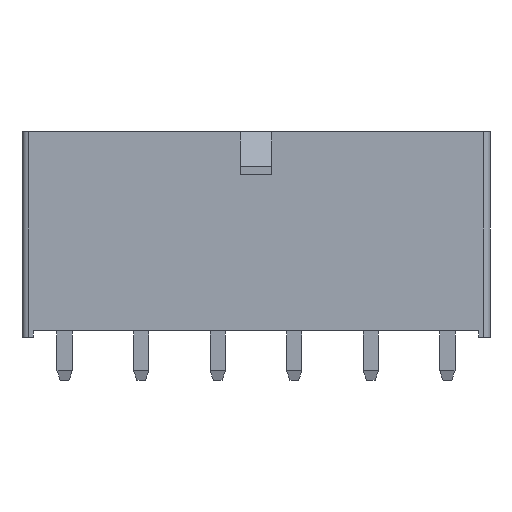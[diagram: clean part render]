
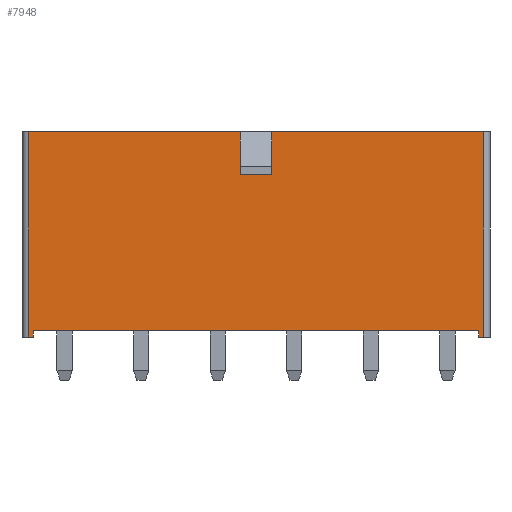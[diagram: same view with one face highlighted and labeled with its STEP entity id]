
A CAD part, front view. The second image highlights one B-rep face of the part: STEP entity #7948.
In plain terms, the highlighted face is planar.
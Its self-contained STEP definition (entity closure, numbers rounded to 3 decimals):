
#158=ORIENTED_EDGE('',*,*,#1741,.F.);
#159=ORIENTED_EDGE('',*,*,#1739,.T.);
#160=ORIENTED_EDGE('',*,*,#1742,.T.);
#161=ORIENTED_EDGE('',*,*,#1743,.T.);
#162=ORIENTED_EDGE('',*,*,#1744,.F.);
#163=ORIENTED_EDGE('',*,*,#1745,.F.);
#164=ORIENTED_EDGE('',*,*,#1746,.F.);
#165=ORIENTED_EDGE('',*,*,#1747,.T.);
#166=ORIENTED_EDGE('',*,*,#1748,.F.);
#167=ORIENTED_EDGE('',*,*,#1749,.F.);
#168=ORIENTED_EDGE('',*,*,#1750,.T.);
#169=ORIENTED_EDGE('',*,*,#1751,.F.);
#1739=EDGE_CURVE('',#2530,#2529,#3020,.T.);
#1741=EDGE_CURVE('',#2530,#2531,#3022,.T.);
#1742=EDGE_CURVE('',#2529,#2532,#3023,.T.);
#1743=EDGE_CURVE('',#2532,#2533,#3024,.T.);
#1744=EDGE_CURVE('',#2534,#2533,#3025,.T.);
#1745=EDGE_CURVE('',#2535,#2534,#3026,.T.);
#1746=EDGE_CURVE('',#2536,#2535,#3027,.T.);
#1747=EDGE_CURVE('',#2536,#2537,#3028,.T.);
#1748=EDGE_CURVE('',#2538,#2537,#3029,.T.);
#1749=EDGE_CURVE('',#2539,#2538,#3030,.T.);
#1750=EDGE_CURVE('',#2539,#2540,#3031,.T.);
#1751=EDGE_CURVE('',#2531,#2540,#3032,.T.);
#2529=VERTEX_POINT('',#10301);
#2530=VERTEX_POINT('',#10303);
#2531=VERTEX_POINT('',#10307);
#2532=VERTEX_POINT('',#10309);
#2533=VERTEX_POINT('',#10311);
#2534=VERTEX_POINT('',#10313);
#2535=VERTEX_POINT('',#10315);
#2536=VERTEX_POINT('',#10317);
#2537=VERTEX_POINT('',#10319);
#2538=VERTEX_POINT('',#10321);
#2539=VERTEX_POINT('',#10323);
#2540=VERTEX_POINT('',#10325);
#3020=LINE('',#10302,#3763);
#3022=LINE('',#10306,#3765);
#3023=LINE('',#10308,#3766);
#3024=LINE('',#10310,#3767);
#3025=LINE('',#10312,#3768);
#3026=LINE('',#10314,#3769);
#3027=LINE('',#10316,#3770);
#3028=LINE('',#10318,#3771);
#3029=LINE('',#10320,#3772);
#3030=LINE('',#10322,#3773);
#3031=LINE('',#10324,#3774);
#3032=LINE('',#10326,#3775);
#3763=VECTOR('',#8748,1000.);
#3765=VECTOR('',#8752,1000.);
#3766=VECTOR('',#8753,1000.);
#3767=VECTOR('',#8754,1000.);
#3768=VECTOR('',#8755,1000.);
#3769=VECTOR('',#8756,1000.);
#3770=VECTOR('',#8757,1000.);
#3771=VECTOR('',#8758,1000.);
#3772=VECTOR('',#8759,1000.);
#3773=VECTOR('',#8760,1000.);
#3774=VECTOR('',#8761,1000.);
#3775=VECTOR('',#8762,1000.);
#4488=EDGE_LOOP('',(#158,#159,#160,#161,#162,#163,#164,#165,#166,#167,#168,
#169));
#4859=FACE_BOUND('',#4488,.T.);
#5228=PLANE('',#8302);
#7948=ADVANCED_FACE('',(#4859),#5228,.F.);
#8302=AXIS2_PLACEMENT_3D('',#10305,#8750,#8751);
#8748=DIRECTION('',(0.,1.,0.));
#8750=DIRECTION('',(0.,0.,-1.));
#8751=DIRECTION('',(-1.,0.,0.));
#8752=DIRECTION('',(1.,0.,0.));
#8753=DIRECTION('',(-1.,0.,0.));
#8754=DIRECTION('',(0.,-1.,0.));
#8755=DIRECTION('',(-1.,0.,0.));
#8756=DIRECTION('',(0.,-1.,0.));
#8757=DIRECTION('',(-1.,0.,0.));
#8758=DIRECTION('',(0.,-1.,0.));
#8759=DIRECTION('',(-1.,0.,0.));
#8760=DIRECTION('',(0.,-1.,0.));
#8761=DIRECTION('',(-1.,0.,0.));
#8762=DIRECTION('',(0.,1.,0.));
#10301=CARTESIAN_POINT('',(-16.575,7.65,3.4));
#10302=CARTESIAN_POINT('',(-16.575,7.15,3.4));
#10303=CARTESIAN_POINT('',(-16.575,7.15,3.4));
#10305=CARTESIAN_POINT('',(17.425,7.65,3.4));
#10306=CARTESIAN_POINT('',(-16.575,7.15,3.4));
#10307=CARTESIAN_POINT('',(16.575,7.15,3.4));
#10308=CARTESIAN_POINT('',(17.425,7.65,3.4));
#10309=CARTESIAN_POINT('',(-16.925,7.65,3.4));
#10310=CARTESIAN_POINT('',(-16.925,7.65,3.4));
#10311=CARTESIAN_POINT('',(-16.925,-7.65,3.4));
#10312=CARTESIAN_POINT('',(17.425,-7.65,3.4));
#10313=CARTESIAN_POINT('',(-1.175,-7.65,3.4));
#10314=CARTESIAN_POINT('',(-1.175,-4.65,3.4));
#10315=CARTESIAN_POINT('',(-1.175,-4.65,3.4));
#10316=CARTESIAN_POINT('',(1.175,-4.65,3.4));
#10317=CARTESIAN_POINT('',(1.175,-4.65,3.4));
#10318=CARTESIAN_POINT('',(1.175,-4.65,3.4));
#10319=CARTESIAN_POINT('',(1.175,-7.65,3.4));
#10320=CARTESIAN_POINT('',(17.425,-7.65,3.4));
#10321=CARTESIAN_POINT('',(16.925,-7.65,3.4));
#10322=CARTESIAN_POINT('',(16.925,7.65,3.4));
#10323=CARTESIAN_POINT('',(16.925,7.65,3.4));
#10324=CARTESIAN_POINT('',(17.425,7.65,3.4));
#10325=CARTESIAN_POINT('',(16.575,7.65,3.4));
#10326=CARTESIAN_POINT('',(16.575,7.15,3.4));
